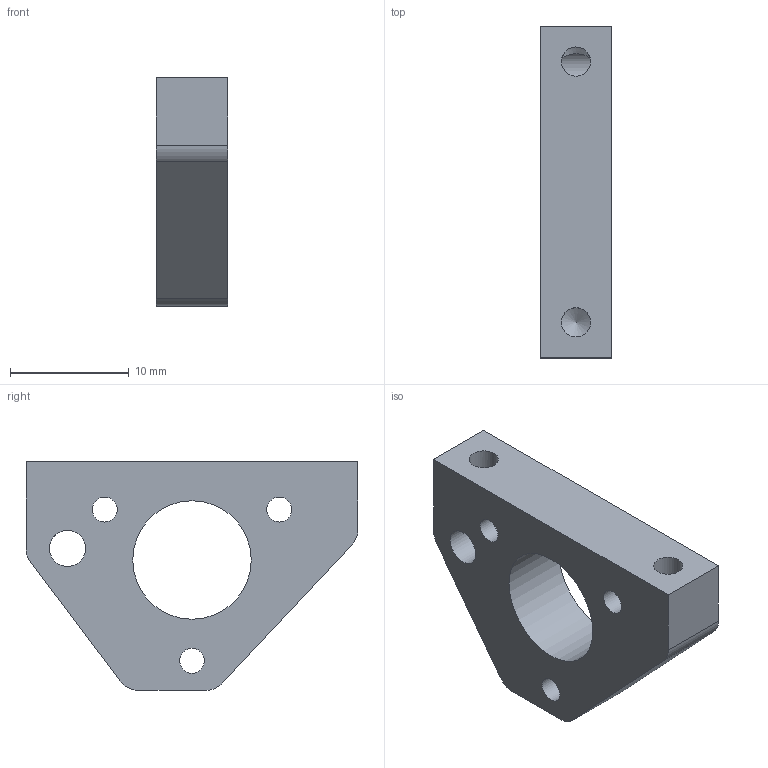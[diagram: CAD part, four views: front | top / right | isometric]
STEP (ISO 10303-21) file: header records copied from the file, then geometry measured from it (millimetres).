
FILE_DESCRIPTION(/* description */ (''),/* implementation_level */ '2;1');
FILE_NAME(/* name */ '25D_Motorhalter.ipt.step',/* time_stamp */ '2022-05-15T23:03:09+02:00',/* author */ ('rYan'),/* organization */ (''),/* preprocessor_version */ 'ST-DEVELOPER v18.1',/* originating_system */ 'Autodesk Inventor 2022',/* authorisation */ '');
FILE_SCHEMA (('AUTOMOTIVE_DESIGN { 1 0 10303 214 3 1 1 }'));
Length unit declared in the file: millimetre
Products named in the file (1): Motorhalter
Bounding box: 6 x 28 x 19.3 mm (x, y, z)
Volume: 1768.1 mm3; surface area: 1631.3 mm2
Topology: 1 solids, 1 shells, 27 faces, 65 edges, 43 vertices
Faces by surface type: cylinder 14, plane 11, cone 2
Full cylindrical faces by diameter (mm): 2.1 x3, 2.459 x2, 3.05 x1, 4.2 x3, 10 x1
Entity records: 891 total; most frequent: CARTESIAN_POINT 177, DIRECTION 145, ORIENTED_EDGE 128, EDGE_CURVE 64, AXIS2_PLACEMENT_3D 56, EDGE_LOOP 43, VERTEX_POINT 43, LINE 33
